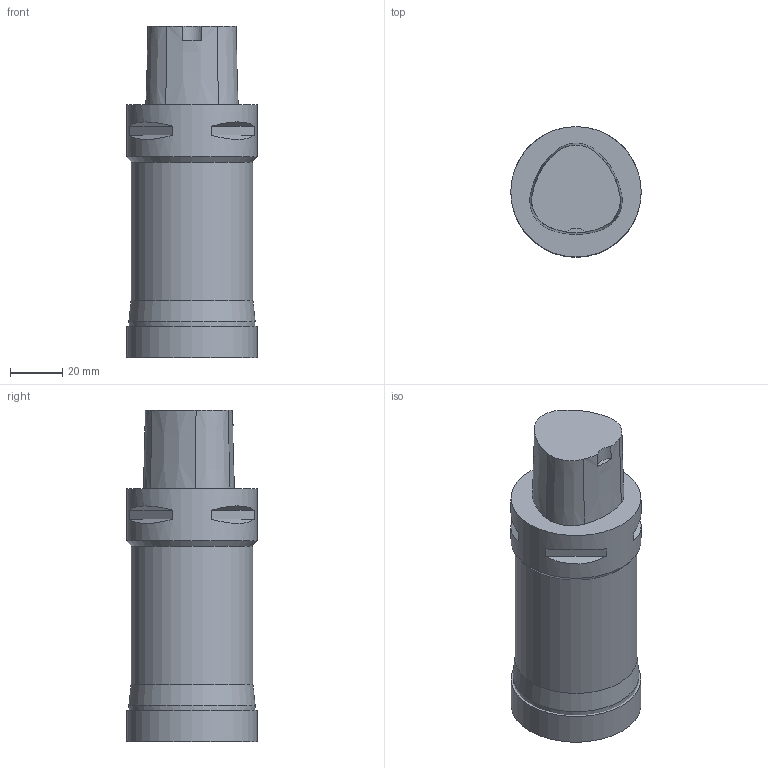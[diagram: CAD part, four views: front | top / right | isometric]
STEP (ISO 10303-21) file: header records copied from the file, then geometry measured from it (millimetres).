
FILE_DESCRIPTION(/* description */ ('3-D model version:1'),/* implementation_level */ '2;1');
FILE_NAME(/* name */ 'R790-050C5S1-16H',/* time_stamp */ '2015-10-15T08:59:38+02:00',/* author */ ('InteractiveCad'),/* organization */ ('AB Sandvik Coromant'),/* preprocessor_version */ 'ST-DEVELOPER v15',/* originating_system */ 'SIEMENS PLM Software NX 8.5',/* authorisation */ '');
FILE_SCHEMA (('AP203_CONFIGURATION_CONTROLLED_3D_DESIGN_OF_MECHANICAL_PARTS_AND_ASSEMBLIES_MIM_LF { 1 0 10303 403 2 1 2}'));
Length unit declared in the file: millimetre
Products named in the file (1): R790_050C5S1_16H_SIM
Bounding box: 50 x 50 x 127 mm (x, y, z)
Volume: 210399.7 mm3; surface area: 27117.1 mm2
Topology: 2 solids, 2 shells, 38 faces, 79 edges, 51 vertices
Faces by surface type: plane 19, cone 11, cylinder 5, torus 3
Full cylindrical faces by diameter (mm): 28 x1, 46.782 x1, 50 x2
Entity records: 1042 total; most frequent: DIRECTION 180, CARTESIAN_POINT 157, ORIENTED_EDGE 128, AXIS2_PLACEMENT_3D 79, EDGE_CURVE 64, EDGE_LOOP 58, VERTEX_POINT 48, ADVANCED_FACE 38
